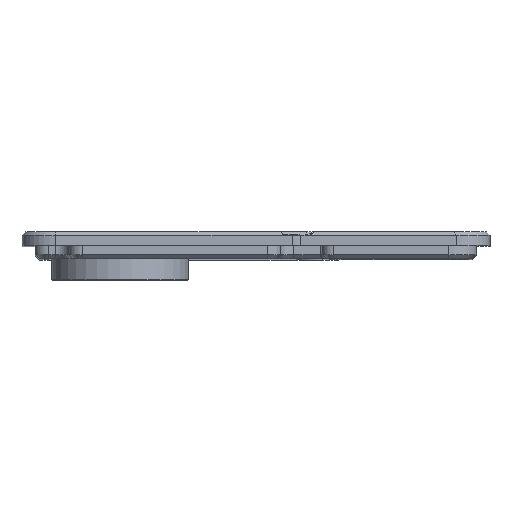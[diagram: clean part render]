
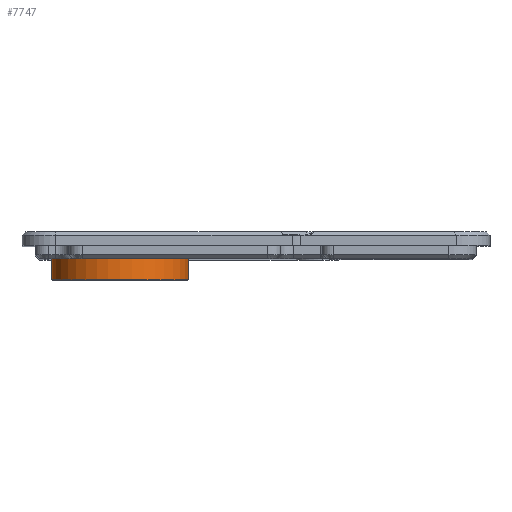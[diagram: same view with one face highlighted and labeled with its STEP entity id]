
A CAD part, top view. The second image highlights one B-rep face of the part: STEP entity #7747.
In plain terms, the highlighted cylindrical face has radius 10.25 mm (diameter 20.5 mm), a full revolution.
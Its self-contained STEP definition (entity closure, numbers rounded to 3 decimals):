
#82=CYLINDRICAL_SURFACE('',#8184,10.25);
#206=CIRCLE('',#8179,10.25);
#208=CIRCLE('',#8185,10.25);
#930=FACE_OUTER_BOUND('',#1391,.T.);
#1391=EDGE_LOOP('',(#6937,#6938,#6939,#6940));
#2199=LINE('',#13337,#3000);
#3000=VECTOR('',#9753,10.25);
#3761=VERTEX_POINT('',#13325);
#3763=VERTEX_POINT('',#13336);
#4844=EDGE_CURVE('',#3761,#3761,#206,.T.);
#4849=EDGE_CURVE('',#3761,#3763,#2199,.T.);
#4850=EDGE_CURVE('',#3763,#3763,#208,.T.);
#6937=ORIENTED_EDGE('',*,*,#4844,.F.);
#6938=ORIENTED_EDGE('',*,*,#4849,.T.);
#6939=ORIENTED_EDGE('',*,*,#4850,.F.);
#6940=ORIENTED_EDGE('',*,*,#4849,.F.);
#7747=ADVANCED_FACE('',(#930),#82,.T.);
#8179=AXIS2_PLACEMENT_3D('',#13326,#9738,#9739);
#8184=AXIS2_PLACEMENT_3D('',#13335,#9751,#9752);
#8185=AXIS2_PLACEMENT_3D('',#13338,#9754,#9755);
#9738=DIRECTION('center_axis',(0.,-1.,0.));
#9739=DIRECTION('ref_axis',(1.,0.,0.));
#9751=DIRECTION('center_axis',(0.,-1.,0.));
#9752=DIRECTION('ref_axis',(1.,0.,0.));
#9753=DIRECTION('',(0.,1.,0.));
#9754=DIRECTION('center_axis',(0.,1.,0.));
#9755=DIRECTION('ref_axis',(1.,0.,0.));
#13325=CARTESIAN_POINT('',(4.45,-5.,40.2));
#13326=CARTESIAN_POINT('Origin',(14.7,-5.,40.2));
#13335=CARTESIAN_POINT('Origin',(14.7,0.,40.2));
#13336=CARTESIAN_POINT('',(4.45,0.,40.2));
#13337=CARTESIAN_POINT('',(4.45,0.,40.2));
#13338=CARTESIAN_POINT('Origin',(14.7,0.,40.2));
